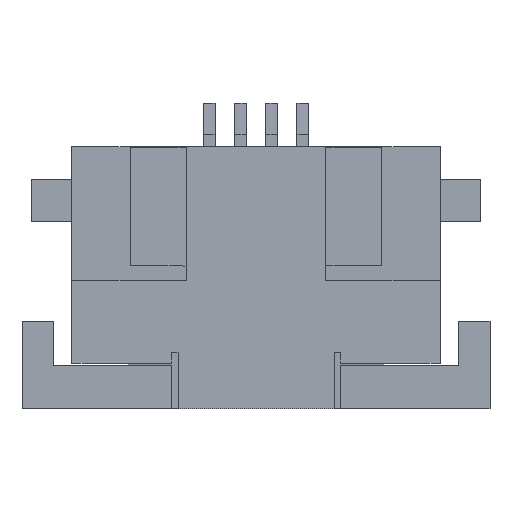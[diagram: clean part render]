
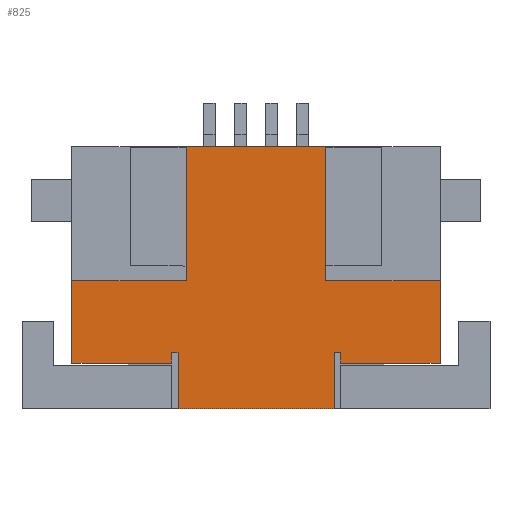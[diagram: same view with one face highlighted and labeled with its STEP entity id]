
A CAD part, top view. The second image highlights one B-rep face of the part: STEP entity #825.
In plain terms, the highlighted planar face has unit normal (0, 0, 1).
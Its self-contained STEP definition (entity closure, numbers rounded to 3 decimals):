
#642 = VERTEX_POINT('',#643);
#643 = CARTESIAN_POINT('',(2.95,-3.46,1.885));
#649 = EDGE_CURVE('',#650,#642,#652,.T.);
#650 = VERTEX_POINT('',#651);
#651 = CARTESIAN_POINT('',(2.95,-2.14,1.885));
#652 = LINE('',#653,#654);
#653 = CARTESIAN_POINT('',(2.95,-2.14,1.885));
#654 = VECTOR('',#655,1.);
#655 = DIRECTION('',(0.,-1.,0.));
#768 = VERTEX_POINT('',#769);
#769 = CARTESIAN_POINT('',(1.12,-2.14,1.885));
#775 = EDGE_CURVE('',#776,#768,#778,.T.);
#776 = VERTEX_POINT('',#777);
#777 = CARTESIAN_POINT('',(1.12,0.01,1.885));
#778 = LINE('',#779,#780);
#779 = CARTESIAN_POINT('',(1.12,0.01,1.885));
#780 = VECTOR('',#781,1.);
#781 = DIRECTION('',(0.,-1.,0.));
#814 = EDGE_CURVE('',#768,#650,#815,.T.);
#815 = LINE('',#816,#817);
#816 = CARTESIAN_POINT('',(1.12,-2.14,1.885));
#817 = VECTOR('',#818,1.);
#818 = DIRECTION('',(1.,0.,0.));
#825 = ADVANCED_FACE('',(#826),#933,.T.);
#826 = FACE_BOUND('',#827,.F.);
#827 = EDGE_LOOP('',(#828,#836,#837,#838,#839,#847,#855,#863,#871,#879,
    #887,#895,#903,#911,#919,#927));
#828 = ORIENTED_EDGE('',*,*,#829,.T.);
#829 = EDGE_CURVE('',#830,#776,#832,.T.);
#830 = VERTEX_POINT('',#831);
#831 = CARTESIAN_POINT('',(-1.12,0.01,1.885));
#832 = LINE('',#833,#834);
#833 = CARTESIAN_POINT('',(-1.12,0.01,1.885));
#834 = VECTOR('',#835,1.);
#835 = DIRECTION('',(1.,0.,0.));
#836 = ORIENTED_EDGE('',*,*,#775,.T.);
#837 = ORIENTED_EDGE('',*,*,#814,.T.);
#838 = ORIENTED_EDGE('',*,*,#649,.T.);
#839 = ORIENTED_EDGE('',*,*,#840,.F.);
#840 = EDGE_CURVE('',#841,#642,#843,.T.);
#841 = VERTEX_POINT('',#842);
#842 = CARTESIAN_POINT('',(1.35,-3.46,1.885));
#843 = LINE('',#844,#845);
#844 = CARTESIAN_POINT('',(1.35,-3.46,1.885));
#845 = VECTOR('',#846,1.);
#846 = DIRECTION('',(1.,0.,0.));
#847 = ORIENTED_EDGE('',*,*,#848,.T.);
#848 = EDGE_CURVE('',#841,#849,#851,.T.);
#849 = VERTEX_POINT('',#850);
#850 = CARTESIAN_POINT('',(1.35,-3.29,1.885));
#851 = LINE('',#852,#853);
#852 = CARTESIAN_POINT('',(1.35,-3.46,1.885));
#853 = VECTOR('',#854,1.);
#854 = DIRECTION('',(0.,1.,0.));
#855 = ORIENTED_EDGE('',*,*,#856,.F.);
#856 = EDGE_CURVE('',#857,#849,#859,.T.);
#857 = VERTEX_POINT('',#858);
#858 = CARTESIAN_POINT('',(1.25,-3.29,1.885));
#859 = LINE('',#860,#861);
#860 = CARTESIAN_POINT('',(1.25,-3.29,1.885));
#861 = VECTOR('',#862,1.);
#862 = DIRECTION('',(1.,0.,0.));
#863 = ORIENTED_EDGE('',*,*,#864,.T.);
#864 = EDGE_CURVE('',#857,#865,#867,.T.);
#865 = VERTEX_POINT('',#866);
#866 = CARTESIAN_POINT('',(1.25,-4.19,1.885));
#867 = LINE('',#868,#869);
#868 = CARTESIAN_POINT('',(1.25,-3.29,1.885));
#869 = VECTOR('',#870,1.);
#870 = DIRECTION('',(0.,-1.,0.));
#871 = ORIENTED_EDGE('',*,*,#872,.T.);
#872 = EDGE_CURVE('',#865,#873,#875,.T.);
#873 = VERTEX_POINT('',#874);
#874 = CARTESIAN_POINT('',(-1.25,-4.19,1.885));
#875 = LINE('',#876,#877);
#876 = CARTESIAN_POINT('',(1.25,-4.19,1.885));
#877 = VECTOR('',#878,1.);
#878 = DIRECTION('',(-1.,0.,0.));
#879 = ORIENTED_EDGE('',*,*,#880,.T.);
#880 = EDGE_CURVE('',#873,#881,#883,.T.);
#881 = VERTEX_POINT('',#882);
#882 = CARTESIAN_POINT('',(-1.25,-3.29,1.885));
#883 = LINE('',#884,#885);
#884 = CARTESIAN_POINT('',(-1.25,-4.19,1.885));
#885 = VECTOR('',#886,1.);
#886 = DIRECTION('',(0.,1.,0.));
#887 = ORIENTED_EDGE('',*,*,#888,.F.);
#888 = EDGE_CURVE('',#889,#881,#891,.T.);
#889 = VERTEX_POINT('',#890);
#890 = CARTESIAN_POINT('',(-1.35,-3.29,1.885));
#891 = LINE('',#892,#893);
#892 = CARTESIAN_POINT('',(-1.35,-3.29,1.885));
#893 = VECTOR('',#894,1.);
#894 = DIRECTION('',(1.,0.,0.));
#895 = ORIENTED_EDGE('',*,*,#896,.F.);
#896 = EDGE_CURVE('',#897,#889,#899,.T.);
#897 = VERTEX_POINT('',#898);
#898 = CARTESIAN_POINT('',(-1.35,-3.46,1.885));
#899 = LINE('',#900,#901);
#900 = CARTESIAN_POINT('',(-1.35,-3.46,1.885));
#901 = VECTOR('',#902,1.);
#902 = DIRECTION('',(0.,1.,0.));
#903 = ORIENTED_EDGE('',*,*,#904,.F.);
#904 = EDGE_CURVE('',#905,#897,#907,.T.);
#905 = VERTEX_POINT('',#906);
#906 = CARTESIAN_POINT('',(-2.95,-3.46,1.885));
#907 = LINE('',#908,#909);
#908 = CARTESIAN_POINT('',(-2.95,-3.46,1.885));
#909 = VECTOR('',#910,1.);
#910 = DIRECTION('',(1.,0.,0.));
#911 = ORIENTED_EDGE('',*,*,#912,.T.);
#912 = EDGE_CURVE('',#905,#913,#915,.T.);
#913 = VERTEX_POINT('',#914);
#914 = CARTESIAN_POINT('',(-2.95,-2.14,1.885));
#915 = LINE('',#916,#917);
#916 = CARTESIAN_POINT('',(-2.95,-3.46,1.885));
#917 = VECTOR('',#918,1.);
#918 = DIRECTION('',(0.,1.,0.));
#919 = ORIENTED_EDGE('',*,*,#920,.F.);
#920 = EDGE_CURVE('',#921,#913,#923,.T.);
#921 = VERTEX_POINT('',#922);
#922 = CARTESIAN_POINT('',(-1.12,-2.14,1.885));
#923 = LINE('',#924,#925);
#924 = CARTESIAN_POINT('',(-1.12,-2.14,1.885));
#925 = VECTOR('',#926,1.);
#926 = DIRECTION('',(-1.,0.,0.));
#927 = ORIENTED_EDGE('',*,*,#928,.F.);
#928 = EDGE_CURVE('',#830,#921,#929,.T.);
#929 = LINE('',#930,#931);
#930 = CARTESIAN_POINT('',(-1.12,0.01,1.885));
#931 = VECTOR('',#932,1.);
#932 = DIRECTION('',(0.,-1.,0.));
#933 = PLANE('',#934);
#934 = AXIS2_PLACEMENT_3D('',#935,#936,#937);
#935 = CARTESIAN_POINT('',(0.,-2.09,1.885));
#936 = DIRECTION('',(0.,0.,1.));
#937 = DIRECTION('',(1.,0.,0.));
